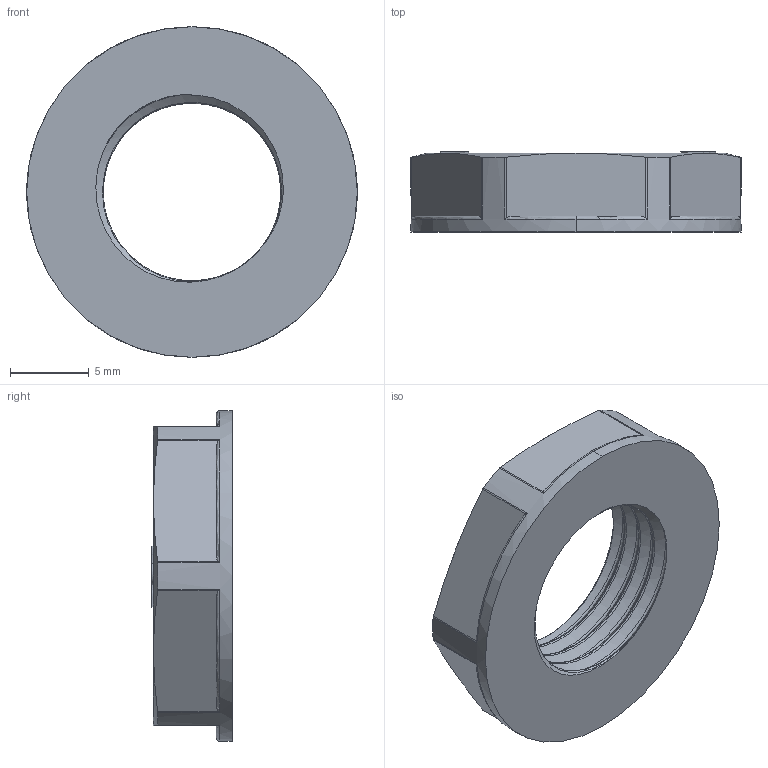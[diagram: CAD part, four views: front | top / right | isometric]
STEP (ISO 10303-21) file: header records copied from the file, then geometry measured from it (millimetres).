
FILE_DESCRIPTION (( 'STEP AP203' ), '1' );
FILE_NAME ('4807N.STEP', '2024-11-04T15:20:37', ( '' ), ( '' ), 'SwSTEP 2.0', 'SolidWorks 2022', '' );
FILE_SCHEMA (( 'CONFIG_CONTROL_DESIGN' ));
Length unit declared in the file: millimetre
Products named in the file (1): 4807N
Bounding box: 21 x 5.1 x 21 mm (x, y, z)
Volume: 1027.1 mm3; surface area: 1047.9 mm2
Topology: 1 solids, 1 shells, 157 faces, 435 edges, 289 vertices
Faces by surface type: plane 70, cylinder 53, bspline 20, torus 7, cone 7
Entity records: 12282 total; most frequent: CARTESIAN_POINT 8337, ORIENTED_EDGE 868, DIRECTION 724, EDGE_CURVE 434, VERTEX_POINT 287, AXIS2_PLACEMENT_3D 247, LINE 230, VECTOR 230
